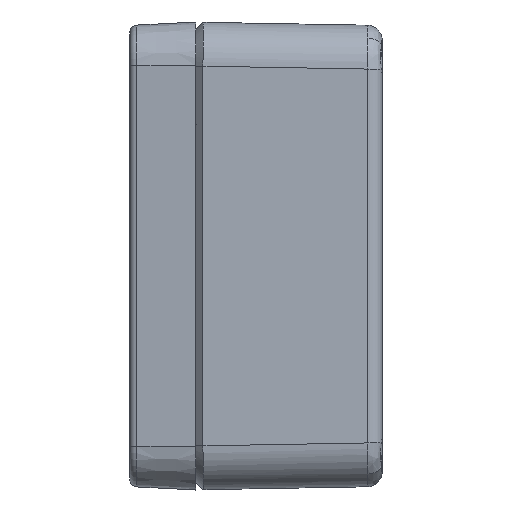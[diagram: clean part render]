
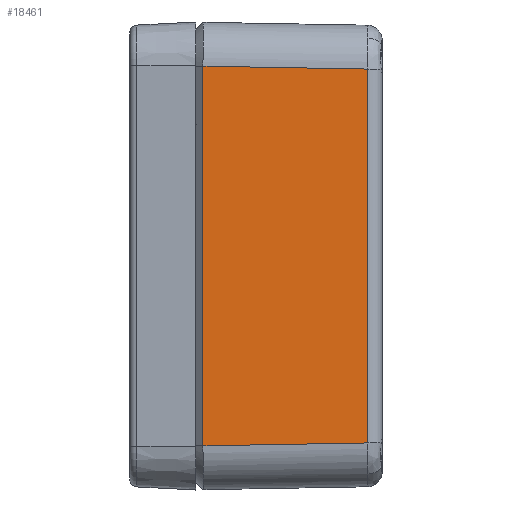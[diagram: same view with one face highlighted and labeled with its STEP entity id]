
A CAD part, left-side view. The second image highlights one B-rep face of the part: STEP entity #18461.
In plain terms, the highlighted face is planar.
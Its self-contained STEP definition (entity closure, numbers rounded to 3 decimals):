
#4397 = DIRECTION ( 'NONE',  ( -0.017, -0.017, 1. ) ) ;
#4398 = VECTOR ( 'NONE', #4397, 1000. ) ;
#4399 = CARTESIAN_POINT ( 'NONE',  ( -92.732, -25.983, -1.012 ) ) ;
#4400 = LINE ( 'NONE', #4399, #4398 ) ;
#4401 = DIRECTION ( 'NONE',  ( 0., -1., 0. ) ) ;
#4402 = VECTOR ( 'NONE', #4401, 1000. ) ;
#4403 = CARTESIAN_POINT ( 'NONE',  ( -92.313, -25.53, -25.035 ) ) ;
#4404 = LINE ( 'NONE', #4403, #4402 ) ;
#4405 = CARTESIAN_POINT ( 'NONE',  ( -92.313, 25.564, -25.035 ) ) ;
#4406 = CARTESIAN_POINT ( 'NONE',  ( -92.706, 25.957, -2.5 ) ) ;
#4407 = DIRECTION ( 'NONE',  ( 0.017, -0.017, -1. ) ) ;
#4408 = VECTOR ( 'NONE', #4407, 1000. ) ;
#4409 = CARTESIAN_POINT ( 'NONE',  ( -92.752, 26.003, 0.105 ) ) ;
#4410 = DIRECTION ( 'NONE',  ( -0.017, 0., 1. ) ) ;
#4411 = DIRECTION ( 'NONE',  ( -1., 0., -0.017 ) ) ;
#4412 = AXIS2_PLACEMENT_3D ( 'NONE', #4414, #4411, #4410 ) ;
#4413 = LINE ( 'NONE', #4409, #4408 ) ;
#4414 = CARTESIAN_POINT ( 'NONE',  ( -92.75, 32., 0. ) ) ;
#4415 = PLANE ( 'NONE',  #4412 ) ;
#4416 = FACE_OUTER_BOUND ( 'NONE', #18462, .T. ) ;
#4457 = DIRECTION ( 'NONE',  ( 0., 1., 0. ) ) ;
#4458 = VECTOR ( 'NONE', #4457, 1000. ) ;
#4459 = CARTESIAN_POINT ( 'NONE',  ( -92.706, 25.975, -2.5 ) ) ;
#4460 = LINE ( 'NONE', #4459, #4458 ) ;
#4461 = CARTESIAN_POINT ( 'NONE',  ( -92.706, -25.957, -2.5 ) ) ;
#14533 = CARTESIAN_POINT ( 'NONE',  ( -92.313, -25.564, -25.035 ) ) ;
#18461 = ADVANCED_FACE ( 'NONE', ( #4416 ), #4415, .T. ) ;
#18462 = EDGE_LOOP ( 'NONE', ( #18463, #18467, #18469, #18472 ) ) ;
#18463 = ORIENTED_EDGE ( 'NONE', *, *, #18464, .T. ) ;
#18464 = EDGE_CURVE ( 'NONE', #18465, #18466, #4413, .T. ) ;
#18465 = VERTEX_POINT ( 'NONE', #4406 ) ;
#18466 = VERTEX_POINT ( 'NONE', #4405 ) ;
#18467 = ORIENTED_EDGE ( 'NONE', *, *, #18468, .T. ) ;
#18468 = EDGE_CURVE ( 'NONE', #18466, #26731, #4404, .T. ) ;
#18469 = ORIENTED_EDGE ( 'NONE', *, *, #18470, .T. ) ;
#18470 = EDGE_CURVE ( 'NONE', #26731, #18471, #4400, .T. ) ;
#18471 = VERTEX_POINT ( 'NONE', #4461 ) ;
#18472 = ORIENTED_EDGE ( 'NONE', *, *, #18473, .T. ) ;
#18473 = EDGE_CURVE ( 'NONE', #18471, #18465, #4460, .T. ) ;
#26731 = VERTEX_POINT ( 'NONE', #14533 ) ;
